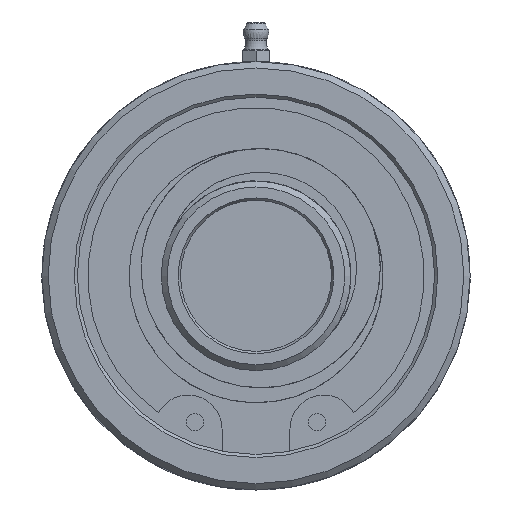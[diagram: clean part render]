
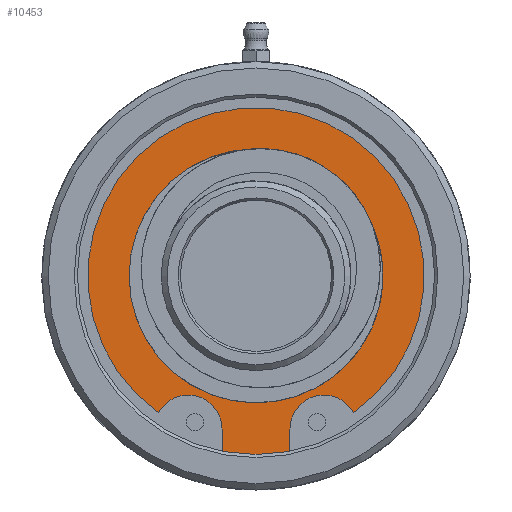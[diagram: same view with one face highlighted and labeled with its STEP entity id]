
A CAD part, left-side view. The second image highlights one B-rep face of the part: STEP entity #10453.
In plain terms, the highlighted planar face has unit normal (-1, 0, 0).
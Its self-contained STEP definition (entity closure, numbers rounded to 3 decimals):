
#515=PLANE('',#11139);
#764=CIRCLE('',#11140,48.6);
#765=CIRCLE('',#11141,28.125);
#766=CIRCLE('',#11142,47.955);
#767=CIRCLE('',#11143,8.557);
#768=CIRCLE('',#11144,42.418);
#769=CIRCLE('',#11145,8.557);
#1062=FACE_BOUND('',#2212,.T.);
#1063=FACE_BOUND('',#2213,.T.);
#1570=FACE_OUTER_BOUND('',#2211,.T.);
#2211=EDGE_LOOP('',(#8726));
#2212=EDGE_LOOP('',(#8727));
#2213=EDGE_LOOP('',(#8728,#8729,#8730,#8731,#8732,#8733));
#2853=LINE('',#72080,#3396);
#2854=LINE('',#72087,#3397);
#3396=VECTOR('',#12895,8.557);
#3397=VECTOR('',#12902,8.557);
#4694=VERTEX_POINT('',#72072);
#4695=VERTEX_POINT('',#72074);
#4696=VERTEX_POINT('',#72076);
#4697=VERTEX_POINT('',#72077);
#4698=VERTEX_POINT('',#72079);
#4699=VERTEX_POINT('',#72081);
#4700=VERTEX_POINT('',#72083);
#4701=VERTEX_POINT('',#72085);
#6091=EDGE_CURVE('',#4694,#4694,#764,.T.);
#6092=EDGE_CURVE('',#4695,#4695,#765,.T.);
#6093=EDGE_CURVE('',#4696,#4697,#766,.T.);
#6094=EDGE_CURVE('',#4698,#4696,#2853,.T.);
#6095=EDGE_CURVE('',#4699,#4698,#767,.T.);
#6096=EDGE_CURVE('',#4700,#4699,#768,.T.);
#6097=EDGE_CURVE('',#4701,#4700,#769,.T.);
#6098=EDGE_CURVE('',#4697,#4701,#2854,.T.);
#8726=ORIENTED_EDGE('',*,*,#6091,.F.);
#8727=ORIENTED_EDGE('',*,*,#6092,.F.);
#8728=ORIENTED_EDGE('',*,*,#6093,.F.);
#8729=ORIENTED_EDGE('',*,*,#6094,.F.);
#8730=ORIENTED_EDGE('',*,*,#6095,.F.);
#8731=ORIENTED_EDGE('',*,*,#6096,.F.);
#8732=ORIENTED_EDGE('',*,*,#6097,.F.);
#8733=ORIENTED_EDGE('',*,*,#6098,.F.);
#10453=ADVANCED_FACE('',(#1570,#1062,#1063),#515,.T.);
#11139=AXIS2_PLACEMENT_3D('',#72071,#12887,#12888);
#11140=AXIS2_PLACEMENT_3D('',#72073,#12889,#12890);
#11141=AXIS2_PLACEMENT_3D('',#72075,#12891,#12892);
#11142=AXIS2_PLACEMENT_3D('',#72078,#12893,#12894);
#11143=AXIS2_PLACEMENT_3D('',#72082,#12896,#12897);
#11144=AXIS2_PLACEMENT_3D('',#72084,#12898,#12899);
#11145=AXIS2_PLACEMENT_3D('',#72086,#12900,#12901);
#12887=DIRECTION('center_axis',(-1.,0.,0.));
#12888=DIRECTION('ref_axis',(0.,0.,1.));
#12889=DIRECTION('center_axis',(1.,0.,0.));
#12890=DIRECTION('ref_axis',(0.,0.,1.));
#12891=DIRECTION('center_axis',(-1.,0.,0.));
#12892=DIRECTION('ref_axis',(0.,0.,-1.));
#12893=DIRECTION('center_axis',(-1.,0.,0.));
#12894=DIRECTION('ref_axis',(0.,-0.178,-0.984));
#12895=DIRECTION('',(0.,0.,-1.));
#12896=DIRECTION('center_axis',(-1.,0.,0.));
#12897=DIRECTION('ref_axis',(0.,-0.878,0.478));
#12898=DIRECTION('center_axis',(1.,0.,0.));
#12899=DIRECTION('ref_axis',(0.,0.581,0.814));
#12900=DIRECTION('center_axis',(-1.,0.,0.));
#12901=DIRECTION('ref_axis',(0.,-1.,0.));
#12902=DIRECTION('',(0.,0.,1.));
#72071=CARTESIAN_POINT('Origin',(22.13,0.,34.525));
#72072=CARTESIAN_POINT('',(22.13,0.,-48.6));
#72073=CARTESIAN_POINT('Origin',(22.13,0.,0.));
#72074=CARTESIAN_POINT('',(22.13,0.,28.125));
#72075=CARTESIAN_POINT('Origin',(22.13,0.,0.));
#72076=CARTESIAN_POINT('',(22.13,-8.557,-47.186));
#72077=CARTESIAN_POINT('',(22.13,8.557,-47.186));
#72078=CARTESIAN_POINT('Origin',(22.13,0.,0.));
#72079=CARTESIAN_POINT('',(22.13,-8.557,-38.628));
#72080=CARTESIAN_POINT('',(22.13,-8.557,-38.628));
#72081=CARTESIAN_POINT('',(22.13,-24.629,-34.535));
#72082=CARTESIAN_POINT('Origin',(22.13,-17.115,-38.628));
#72083=CARTESIAN_POINT('',(22.13,24.629,-34.535));
#72084=CARTESIAN_POINT('Origin',(22.13,0.,0.));
#72085=CARTESIAN_POINT('',(22.13,8.557,-38.628));
#72086=CARTESIAN_POINT('Origin',(22.13,17.115,-38.628));
#72087=CARTESIAN_POINT('',(22.13,8.557,-47.186));
